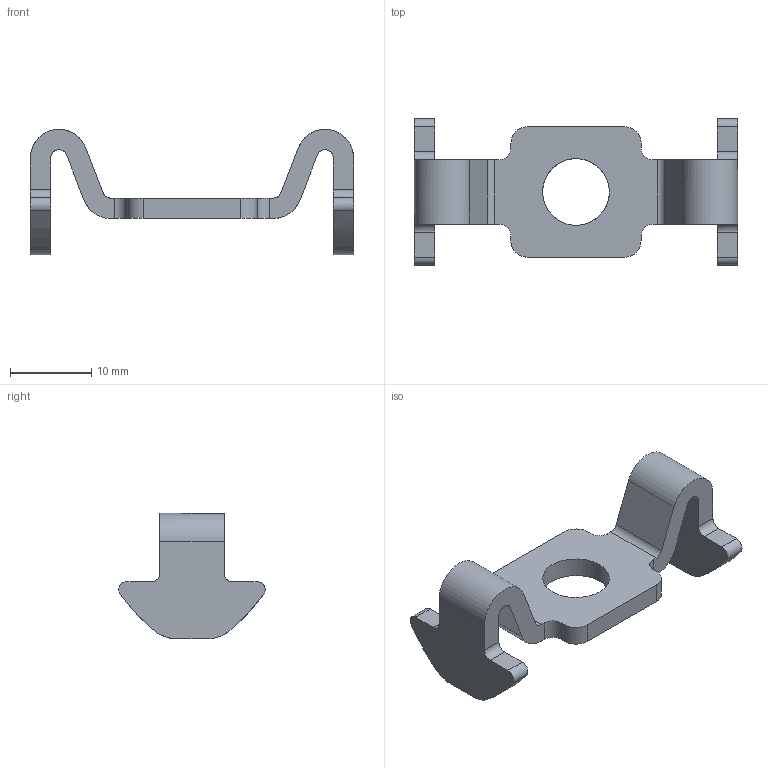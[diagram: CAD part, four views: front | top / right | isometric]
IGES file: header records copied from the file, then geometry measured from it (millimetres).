
Global section: file name: SV1900V_A; native system: Autodesk Inventor 2015; preprocessor: unknown; author: Feuerhake; date: 20151130.113802; units: millimetre
Bounding box: 39.7 x 18 x 15.4 mm (x, y, z)
Volume: 1851.5 mm3; surface area: 2037.1 mm2
Topology: 1 solids, 1 shells, 59 faces, 171 edges, 114 vertices
Faces by surface type: bspline 59
